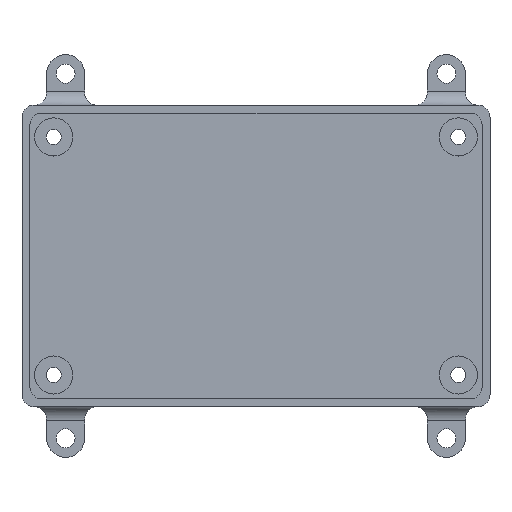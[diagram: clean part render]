
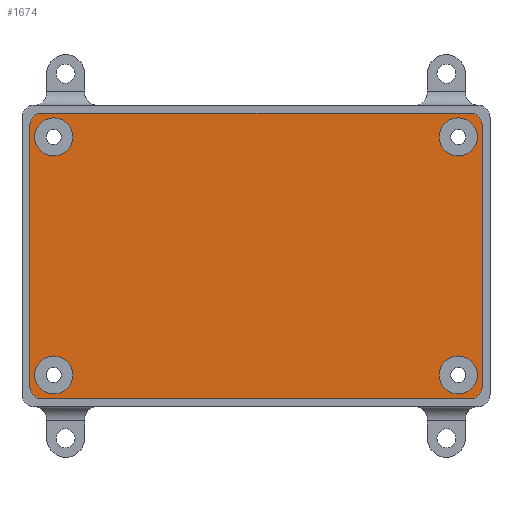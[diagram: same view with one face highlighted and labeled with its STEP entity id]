
A CAD part, top view. The second image highlights one B-rep face of the part: STEP entity #1674.
In plain terms, the highlighted planar face has unit normal (0, 0, 1).
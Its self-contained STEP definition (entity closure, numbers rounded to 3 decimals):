
#23=FACE_BOUND('',#267,.T.);
#24=FACE_BOUND('',#268,.T.);
#25=FACE_BOUND('',#269,.T.);
#26=FACE_BOUND('',#270,.T.);
#87=PLANE('',#1825);
#167=FACE_OUTER_BOUND('',#266,.T.);
#266=EDGE_LOOP('',(#1423,#1424,#1425,#1426,#1427,#1428,#1429,#1430));
#267=EDGE_LOOP('',(#1431));
#268=EDGE_LOOP('',(#1432));
#269=EDGE_LOOP('',(#1433));
#270=EDGE_LOOP('',(#1434));
#372=LINE('',#2620,#536);
#377=LINE('',#2635,#541);
#457=LINE('',#2813,#621);
#461=LINE('',#2825,#625);
#536=VECTOR('',#2060,10.);
#541=VECTOR('',#2073,10.);
#621=VECTOR('',#2233,10.);
#625=VECTOR('',#2245,10.);
#673=CIRCLE('',#1781,2.54);
#679=CIRCLE('',#1816,2.54);
#681=CIRCLE('',#1820,2.54);
#683=CIRCLE('',#1824,2.54);
#684=CIRCLE('',#1826,4.);
#685=CIRCLE('',#1827,4.);
#686=CIRCLE('',#1828,4.);
#687=CIRCLE('',#1829,4.);
#772=VERTEX_POINT('',#2617);
#773=VERTEX_POINT('',#2619);
#778=VERTEX_POINT('',#2632);
#779=VERTEX_POINT('',#2634);
#835=VERTEX_POINT('',#2805);
#837=VERTEX_POINT('',#2811);
#839=VERTEX_POINT('',#2817);
#841=VERTEX_POINT('',#2823);
#842=VERTEX_POINT('',#2830);
#843=VERTEX_POINT('',#2832);
#844=VERTEX_POINT('',#2834);
#845=VERTEX_POINT('',#2836);
#960=EDGE_CURVE('',#773,#772,#372,.T.);
#967=EDGE_CURVE('',#779,#778,#377,.T.);
#973=EDGE_CURVE('',#772,#779,#673,.T.);
#1052=EDGE_CURVE('',#778,#835,#679,.T.);
#1055=EDGE_CURVE('',#835,#837,#457,.T.);
#1058=EDGE_CURVE('',#837,#839,#681,.T.);
#1061=EDGE_CURVE('',#839,#841,#461,.T.);
#1063=EDGE_CURVE('',#841,#773,#683,.T.);
#1064=EDGE_CURVE('',#842,#842,#684,.T.);
#1065=EDGE_CURVE('',#843,#843,#685,.T.);
#1066=EDGE_CURVE('',#844,#844,#686,.T.);
#1067=EDGE_CURVE('',#845,#845,#687,.T.);
#1423=ORIENTED_EDGE('',*,*,#973,.T.);
#1424=ORIENTED_EDGE('',*,*,#967,.T.);
#1425=ORIENTED_EDGE('',*,*,#1052,.T.);
#1426=ORIENTED_EDGE('',*,*,#1055,.T.);
#1427=ORIENTED_EDGE('',*,*,#1058,.T.);
#1428=ORIENTED_EDGE('',*,*,#1061,.T.);
#1429=ORIENTED_EDGE('',*,*,#1063,.T.);
#1430=ORIENTED_EDGE('',*,*,#960,.T.);
#1431=ORIENTED_EDGE('',*,*,#1064,.T.);
#1432=ORIENTED_EDGE('',*,*,#1065,.T.);
#1433=ORIENTED_EDGE('',*,*,#1066,.T.);
#1434=ORIENTED_EDGE('',*,*,#1067,.T.);
#1674=ADVANCED_FACE('',(#167,#23,#24,#25,#26),#87,.T.);
#1781=AXIS2_PLACEMENT_3D('',#2645,#2084,#2085);
#1816=AXIS2_PLACEMENT_3D('',#2807,#2227,#2228);
#1820=AXIS2_PLACEMENT_3D('',#2819,#2239,#2240);
#1824=AXIS2_PLACEMENT_3D('',#2828,#2250,#2251);
#1825=AXIS2_PLACEMENT_3D('',#2829,#2252,#2253);
#1826=AXIS2_PLACEMENT_3D('',#2831,#2254,#2255);
#1827=AXIS2_PLACEMENT_3D('',#2833,#2256,#2257);
#1828=AXIS2_PLACEMENT_3D('',#2835,#2258,#2259);
#1829=AXIS2_PLACEMENT_3D('',#2837,#2260,#2261);
#2060=DIRECTION('',(0.,-1.,0.));
#2073=DIRECTION('',(1.,0.,0.));
#2084=DIRECTION('center_axis',(0.,0.,1.));
#2085=DIRECTION('ref_axis',(-1.,0.,0.));
#2227=DIRECTION('center_axis',(0.,0.,1.));
#2228=DIRECTION('ref_axis',(0.,-1.,0.));
#2233=DIRECTION('',(0.,1.,0.));
#2239=DIRECTION('center_axis',(0.,0.,1.));
#2240=DIRECTION('ref_axis',(1.,0.,0.));
#2245=DIRECTION('',(-1.,0.,0.));
#2250=DIRECTION('center_axis',(0.,0.,1.));
#2251=DIRECTION('ref_axis',(0.,1.,0.));
#2252=DIRECTION('center_axis',(0.,0.,1.));
#2253=DIRECTION('ref_axis',(1.,0.,0.));
#2254=DIRECTION('center_axis',(0.,0.,-1.));
#2255=DIRECTION('ref_axis',(1.,0.,0.));
#2256=DIRECTION('center_axis',(0.,0.,-1.));
#2257=DIRECTION('ref_axis',(1.,0.,0.));
#2258=DIRECTION('center_axis',(0.,0.,-1.));
#2259=DIRECTION('ref_axis',(1.,0.,0.));
#2260=DIRECTION('center_axis',(0.,0.,-1.));
#2261=DIRECTION('ref_axis',(1.,0.,0.));
#2617=CARTESIAN_POINT('',(0.,2.54,0.));
#2619=CARTESIAN_POINT('',(0.,57.46,0.));
#2620=CARTESIAN_POINT('',(0.,43.73,0.));
#2632=CARTESIAN_POINT('',(92.46,0.,0.));
#2634=CARTESIAN_POINT('',(2.54,0.,0.));
#2635=CARTESIAN_POINT('',(25.02,0.,0.));
#2645=CARTESIAN_POINT('Origin',(2.54,2.54,0.));
#2805=CARTESIAN_POINT('',(95.,2.54,0.));
#2807=CARTESIAN_POINT('Origin',(92.46,2.54,0.));
#2811=CARTESIAN_POINT('',(95.,57.46,0.));
#2813=CARTESIAN_POINT('',(95.,16.27,0.));
#2817=CARTESIAN_POINT('',(92.46,60.,0.));
#2819=CARTESIAN_POINT('Origin',(92.46,57.46,0.));
#2823=CARTESIAN_POINT('',(2.54,60.,0.));
#2825=CARTESIAN_POINT('',(69.98,60.,0.));
#2828=CARTESIAN_POINT('Origin',(2.54,57.46,0.));
#2829=CARTESIAN_POINT('Origin',(47.5,30.,0.));
#2830=CARTESIAN_POINT('',(1.,5.,0.));
#2831=CARTESIAN_POINT('Origin',(5.,5.,0.));
#2832=CARTESIAN_POINT('',(86.,5.,0.));
#2833=CARTESIAN_POINT('Origin',(90.,5.,0.));
#2834=CARTESIAN_POINT('',(86.,55.,0.));
#2835=CARTESIAN_POINT('Origin',(90.,55.,0.));
#2836=CARTESIAN_POINT('',(1.,55.,0.));
#2837=CARTESIAN_POINT('Origin',(5.,55.,0.));
